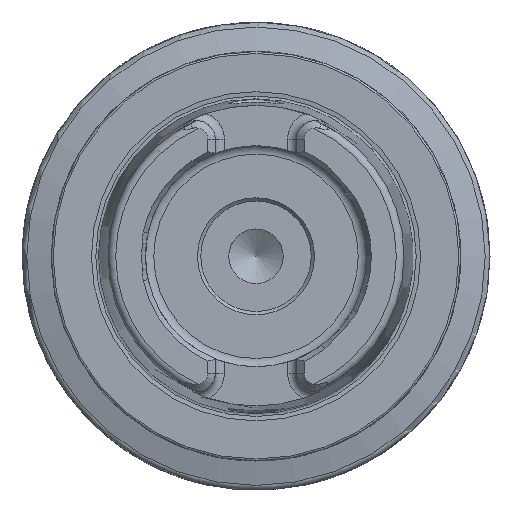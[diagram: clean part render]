
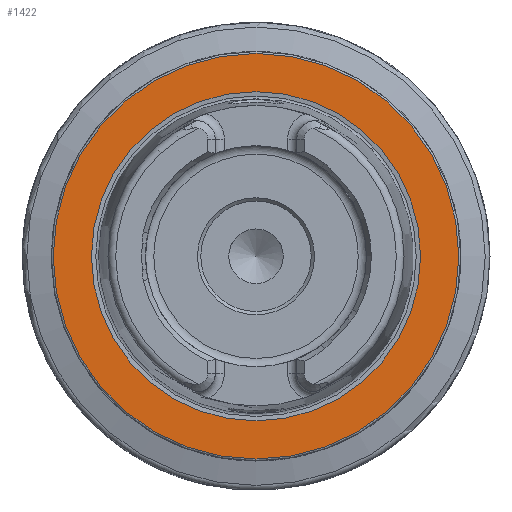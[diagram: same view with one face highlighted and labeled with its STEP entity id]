
A CAD part, left-side view. The second image highlights one B-rep face of the part: STEP entity #1422.
In plain terms, the highlighted planar face has unit normal (-1, 0, 0).
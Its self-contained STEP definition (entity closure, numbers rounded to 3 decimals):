
#677 = DIRECTION ( 'NONE',  ( -1., 0., 0. ) ) ;
#918 = ORIENTED_EDGE ( 'NONE', *, *, #2838, .F. ) ;
#1422 = ADVANCED_FACE ( 'NONE', ( #1931, #10542 ), #13166, .F. ) ;
#1900 = CIRCLE ( 'NONE', #13875, 25.324 ) ;
#1931 = FACE_BOUND ( 'NONE', #5870, .T. ) ;
#2375 = CARTESIAN_POINT ( 'NONE',  ( 0., 31.2, 0. ) ) ;
#2467 = DIRECTION ( 'NONE',  ( 1., 0., 0. ) ) ;
#2519 = CARTESIAN_POINT ( 'NONE',  ( 0., 0., 25.324 ) ) ;
#2781 = CARTESIAN_POINT ( 'NONE',  ( 0., 0., 0. ) ) ;
#2838 = EDGE_CURVE ( 'NONE', #9601, #9601, #1900, .T. ) ;
#3420 = DIRECTION ( 'NONE',  ( 0., 0., -1. ) ) ;
#3782 = DIRECTION ( 'NONE',  ( -1., 0., 0. ) ) ;
#3906 = CARTESIAN_POINT ( 'NONE',  ( 0., 0., 0. ) ) ;
#5423 = EDGE_LOOP ( 'NONE', ( #11328 ) ) ;
#5870 = EDGE_LOOP ( 'NONE', ( #918 ) ) ;
#8268 = DIRECTION ( 'NONE',  ( 0., 0., 1. ) ) ;
#8825 = EDGE_CURVE ( 'NONE', #13818, #13818, #10310, .T. ) ;
#9151 = AXIS2_PLACEMENT_3D ( 'NONE', #2375, #2467, #3420 ) ;
#9601 = VERTEX_POINT ( 'NONE', #2519 ) ;
#10056 = CARTESIAN_POINT ( 'NONE',  ( 0., 0., 31.2 ) ) ;
#10310 = CIRCLE ( 'NONE', #13056, 31.2 ) ;
#10542 = FACE_OUTER_BOUND ( 'NONE', #5423, .T. ) ;
#11328 = ORIENTED_EDGE ( 'NONE', *, *, #8825, .T. ) ;
#12540 = DIRECTION ( 'NONE',  ( 0., 0., 1. ) ) ;
#13056 = AXIS2_PLACEMENT_3D ( 'NONE', #2781, #3782, #8268 ) ;
#13166 = PLANE ( 'NONE',  #9151 ) ;
#13818 = VERTEX_POINT ( 'NONE', #10056 ) ;
#13875 = AXIS2_PLACEMENT_3D ( 'NONE', #3906, #677, #12540 ) ;
